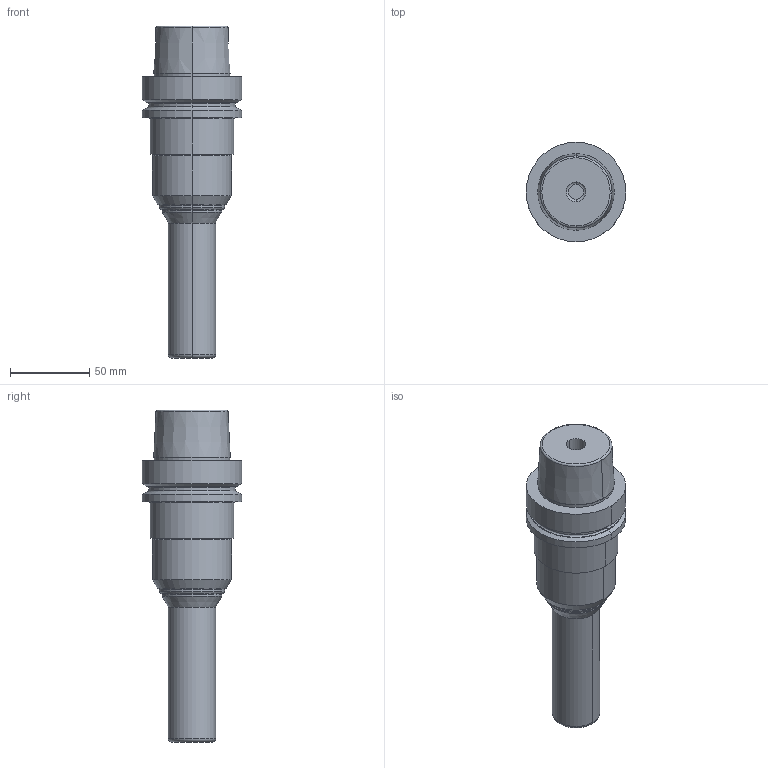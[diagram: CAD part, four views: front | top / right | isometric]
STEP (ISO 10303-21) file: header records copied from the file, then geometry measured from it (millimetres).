
FILE_DESCRIPTION (( 'STEP AP214' ), '1' );
FILE_NAME ('300 214Z 663 0_00.STEP', '2014-05-20T09:16:04', ( '' ), ( '' ), 'SwSTEP 2.0', 'SolidWorks 2012', '' );
FILE_SCHEMA (( 'AUTOMOTIVE_DESIGN' ));
Length unit declared in the file: millimetre
Products named in the file (1): 300 214Z 663 0_00
Bounding box: 63 x 63 x 210 mm (x, y, z)
Volume: 316539.7 mm3; surface area: 34521.3 mm2
Topology: 1 solids, 1 shells, 61 faces, 120 edges, 70 vertices
Faces by surface type: cylinder 20, torus 16, cone 14, plane 11
Entity records: 1614 total; most frequent: DIRECTION 330, CARTESIAN_POINT 252, ORIENTED_EDGE 240, AXIS2_PLACEMENT_3D 148, EDGE_CURVE 120, CIRCLE 86, VERTEX_POINT 70, EDGE_LOOP 70
